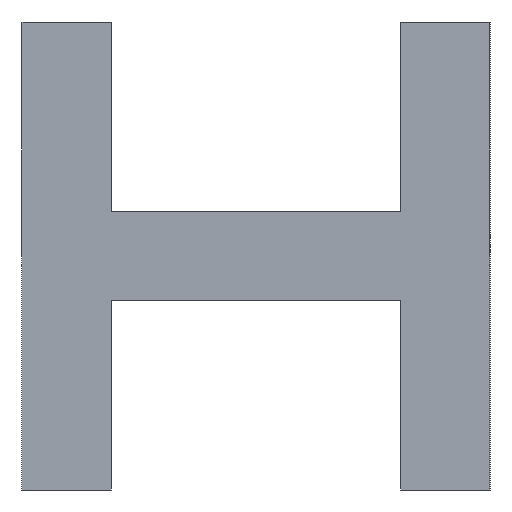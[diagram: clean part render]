
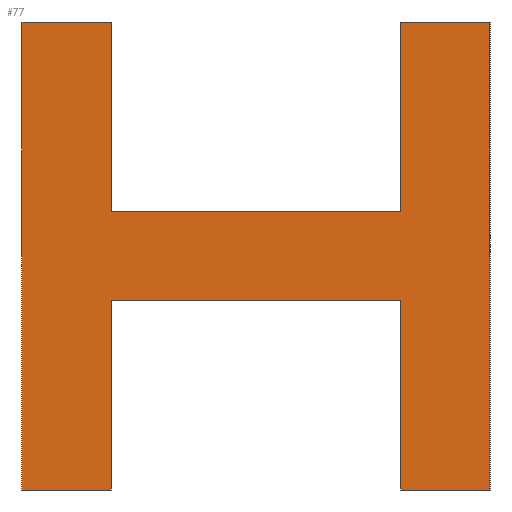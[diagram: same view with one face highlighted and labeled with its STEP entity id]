
A CAD part, left-side view. The second image highlights one B-rep face of the part: STEP entity #77.
In plain terms, the highlighted planar face has unit normal (-1, 0, 0).
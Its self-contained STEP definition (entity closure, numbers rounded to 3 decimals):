
#77 = ADVANCED_FACE( '', ( #94 ), #95, .T. );
#94 = FACE_OUTER_BOUND( '', #122, .T. );
#95 = PLANE( '', #123 );
#122 = EDGE_LOOP( '', ( #160, #161, #162, #163, #164, #165, #166, #167, #168, #169, #170, #171 ) );
#123 = AXIS2_PLACEMENT_3D( '', #172, #173, #174 );
#160 = ORIENTED_EDGE( '', *, *, #260, .T. );
#161 = ORIENTED_EDGE( '', *, *, #264, .T. );
#162 = ORIENTED_EDGE( '', *, *, #267, .T. );
#163 = ORIENTED_EDGE( '', *, *, #268, .T. );
#164 = ORIENTED_EDGE( '', *, *, #269, .T. );
#165 = ORIENTED_EDGE( '', *, *, #270, .T. );
#166 = ORIENTED_EDGE( '', *, *, #271, .T. );
#167 = ORIENTED_EDGE( '', *, *, #272, .T. );
#168 = ORIENTED_EDGE( '', *, *, #273, .T. );
#169 = ORIENTED_EDGE( '', *, *, #274, .T. );
#170 = ORIENTED_EDGE( '', *, *, #275, .T. );
#171 = ORIENTED_EDGE( '', *, *, #276, .T. );
#172 = CARTESIAN_POINT( '', ( -100., -31.5, 6. ) );
#173 = DIRECTION( '', ( -1., 0., 0. ) );
#174 = DIRECTION( '', ( 0., -1., 0. ) );
#260 = EDGE_CURVE( '', #296, #297, #298, .T. );
#264 = EDGE_CURVE( '', #297, #304, #305, .T. );
#267 = EDGE_CURVE( '', #304, #309, #310, .T. );
#268 = EDGE_CURVE( '', #309, #311, #312, .T. );
#269 = EDGE_CURVE( '', #311, #313, #314, .T. );
#270 = EDGE_CURVE( '', #313, #315, #316, .T. );
#271 = EDGE_CURVE( '', #315, #317, #318, .T. );
#272 = EDGE_CURVE( '', #317, #319, #320, .T. );
#273 = EDGE_CURVE( '', #319, #321, #322, .T. );
#274 = EDGE_CURVE( '', #321, #323, #324, .T. );
#275 = EDGE_CURVE( '', #323, #325, #326, .T. );
#276 = EDGE_CURVE( '', #325, #296, #327, .T. );
#296 = VERTEX_POINT( '', #356 );
#297 = VERTEX_POINT( '', #357 );
#298 = LINE( '', #358, #359 );
#304 = VERTEX_POINT( '', #368 );
#305 = LINE( '', #369, #370 );
#309 = VERTEX_POINT( '', #376 );
#310 = LINE( '', #377, #378 );
#311 = VERTEX_POINT( '', #379 );
#312 = LINE( '', #380, #381 );
#313 = VERTEX_POINT( '', #382 );
#314 = LINE( '', #383, #384 );
#315 = VERTEX_POINT( '', #385 );
#316 = LINE( '', #386, #387 );
#317 = VERTEX_POINT( '', #388 );
#318 = LINE( '', #389, #390 );
#319 = VERTEX_POINT( '', #391 );
#320 = LINE( '', #392, #393 );
#321 = VERTEX_POINT( '', #394 );
#322 = LINE( '', #395, #396 );
#323 = VERTEX_POINT( '', #397 );
#324 = LINE( '', #398, #399 );
#325 = VERTEX_POINT( '', #400 );
#326 = LINE( '', #401, #402 );
#327 = LINE( '', #403, #404 );
#356 = CARTESIAN_POINT( '', ( -100., -31.5, -31.5 ) );
#357 = CARTESIAN_POINT( '', ( -100., -31.5, 31.5 ) );
#358 = CARTESIAN_POINT( '', ( -100., -31.5, -31.5 ) );
#359 = VECTOR( '', #452, 1000. );
#368 = CARTESIAN_POINT( '', ( -100., -19.5, 31.5 ) );
#369 = CARTESIAN_POINT( '', ( -100., -31.5, 31.5 ) );
#370 = VECTOR( '', #456, 1000. );
#376 = CARTESIAN_POINT( '', ( -100., -19.5, 6. ) );
#377 = CARTESIAN_POINT( '', ( -100., -19.5, 31.5 ) );
#378 = VECTOR( '', #459, 1000. );
#379 = CARTESIAN_POINT( '', ( -100., 19.5, 6. ) );
#380 = CARTESIAN_POINT( '', ( -100., -19.5, 6. ) );
#381 = VECTOR( '', #460, 1000. );
#382 = CARTESIAN_POINT( '', ( -100., 19.5, 31.5 ) );
#383 = CARTESIAN_POINT( '', ( -100., 19.5, 6. ) );
#384 = VECTOR( '', #461, 1000. );
#385 = CARTESIAN_POINT( '', ( -100., 31.5, 31.5 ) );
#386 = CARTESIAN_POINT( '', ( -100., 19.5, 31.5 ) );
#387 = VECTOR( '', #462, 1000. );
#388 = CARTESIAN_POINT( '', ( -100., 31.5, -31.5 ) );
#389 = CARTESIAN_POINT( '', ( -100., 31.5, 31.5 ) );
#390 = VECTOR( '', #463, 1000. );
#391 = CARTESIAN_POINT( '', ( -100., 19.5, -31.5 ) );
#392 = CARTESIAN_POINT( '', ( -100., 31.5, -31.5 ) );
#393 = VECTOR( '', #464, 1000. );
#394 = CARTESIAN_POINT( '', ( -100., 19.5, -6. ) );
#395 = CARTESIAN_POINT( '', ( -100., 19.5, -31.5 ) );
#396 = VECTOR( '', #465, 1000. );
#397 = CARTESIAN_POINT( '', ( -100., -19.5, -6. ) );
#398 = CARTESIAN_POINT( '', ( -100., 19.5, -6. ) );
#399 = VECTOR( '', #466, 1000. );
#400 = CARTESIAN_POINT( '', ( -100., -19.5, -31.5 ) );
#401 = CARTESIAN_POINT( '', ( -100., -19.5, -6. ) );
#402 = VECTOR( '', #467, 1000. );
#403 = CARTESIAN_POINT( '', ( -100., -19.5, -31.5 ) );
#404 = VECTOR( '', #468, 1000. );
#452 = DIRECTION( '', ( 0., 0., 1. ) );
#456 = DIRECTION( '', ( 0., 1., 0. ) );
#459 = DIRECTION( '', ( 0., 0., -1. ) );
#460 = DIRECTION( '', ( 0., 1., 0. ) );
#461 = DIRECTION( '', ( 0., 0., 1. ) );
#462 = DIRECTION( '', ( 0., 1., 0. ) );
#463 = DIRECTION( '', ( 0., 0., -1. ) );
#464 = DIRECTION( '', ( 0., -1., 0. ) );
#465 = DIRECTION( '', ( 0., 0., 1. ) );
#466 = DIRECTION( '', ( 0., -1., 0. ) );
#467 = DIRECTION( '', ( 0., 0., -1. ) );
#468 = DIRECTION( '', ( 0., -1., 0. ) );
